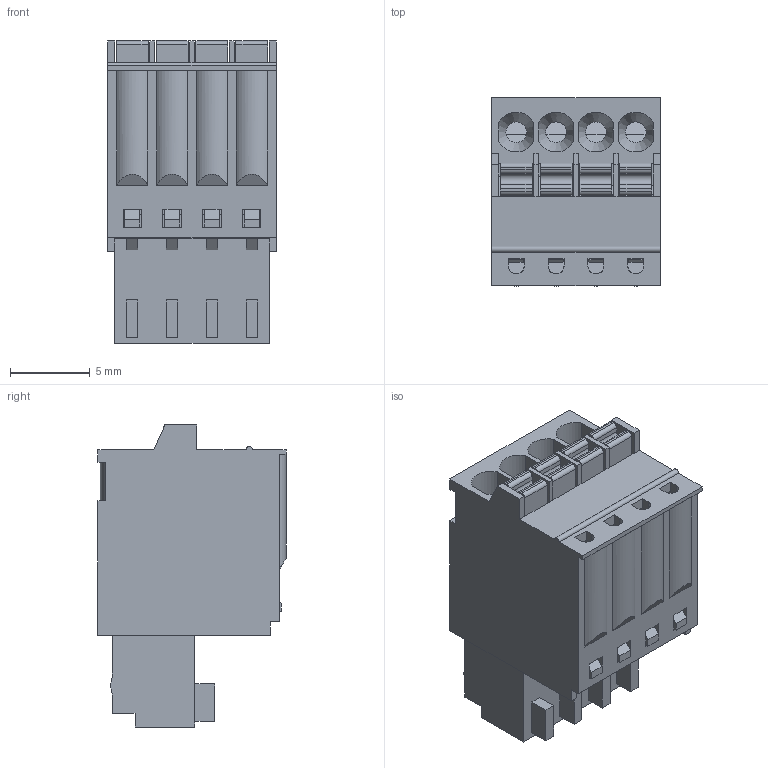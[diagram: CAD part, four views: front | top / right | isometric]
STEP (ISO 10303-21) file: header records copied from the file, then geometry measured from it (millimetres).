
FILE_DESCRIPTION( ( 'Unknown' ), '1' );
FILE_NAME( '691381000004.stp', 'Unknown', ( 'Unknown' ), ( 'Unknown' ), 'PSStep 19.0.9', 'Unknown', ' ' );
FILE_SCHEMA( ( 'AUTOMOTIVE_DESIGN { 1 0 10303 214 1 1 1 1 }' ) );
Length unit declared in the file: millimetre
Products named in the file (6): Assem1; 691381000004; 691381000004_BAS; 6913810000xx_Levier; 6913810000xx; 6913810000xx_LAME
Assembly tree (14 placements, depth 2):
  Assem1
    691381000004
    691381000004_BAS
    6913810000xx_Levier  x4
    6913810000xx  x4
    6913810000xx_LAME  x4
Bounding box: 10.6 x 11.8 x 18.95 mm (x, y, z)
Volume: 1051.4 mm3; surface area: 3898.5 mm2
Topology: 14 solids, 14 shells, 1012 faces, 2817 edges, 1829 vertices
Faces by surface type: plane 809, cylinder 195, cone 8
Full cylindrical faces by diameter (mm): 1.3 x4
Entity records: 24367 total; most frequent: CARTESIAN_POINT 3551, ORIENTED_EDGE 3414, DIRECTION 3087, EDGE_CURVE 1707, LINE 1543, VECTOR 1543, VERTEX_POINT 1124, AXIS2_PLACEMENT_3D 772
